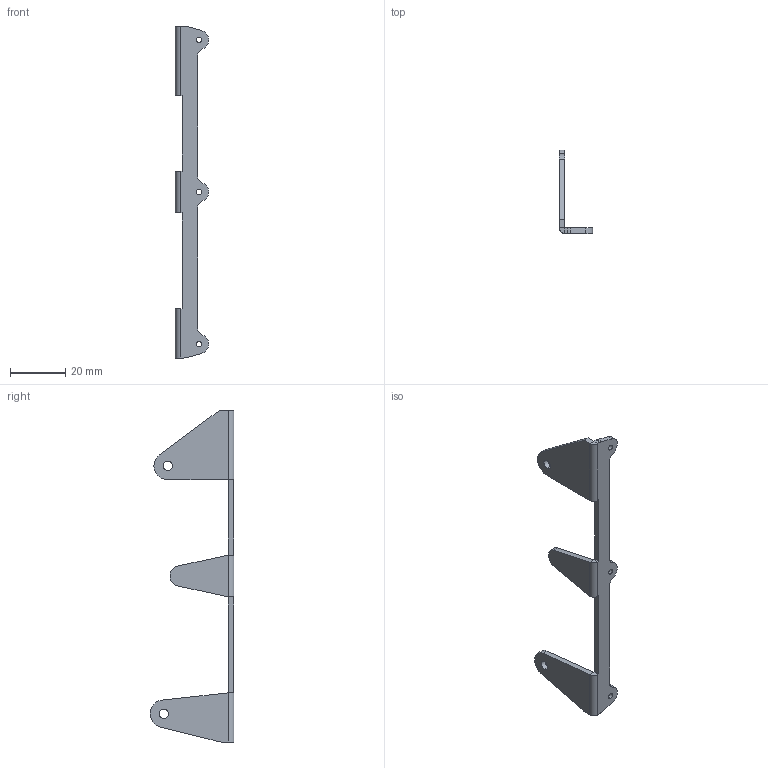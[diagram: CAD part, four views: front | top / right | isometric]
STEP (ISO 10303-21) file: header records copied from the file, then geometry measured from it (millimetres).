
FILE_DESCRIPTION (( 'STEP AP214' ), '1' );
FILE_NAME ('018_ZotacNanoXSHoldingRailLeft_Alu_Bend_NimbroOP_v0.1.STEP', '2012-10-07T10:48:54', ( 'schreiber' ), ( '' ), 'SwSTEP 2.0', 'SolidWorks 2012', '' );
FILE_SCHEMA (( 'AUTOMOTIVE_DESIGN' ));
Length unit declared in the file: millimetre
Products named in the file (1): 018_ZotacNanoXSHoldingRailLeft_Alu_Bend_NimbroOP_v0.1
Bounding box: 12 x 30.29 x 120 mm (x, y, z)
Volume: 3745.2 mm3; surface area: 4604.5 mm2
Topology: 1 solids, 1 shells, 62 faces, 156 edges, 96 vertices
Faces by surface type: plane 35, cylinder 27
Entity records: 1896 total; most frequent: DIRECTION 336, CARTESIAN_POINT 315, ORIENTED_EDGE 312, EDGE_CURVE 156, AXIS2_PLACEMENT_3D 117, VECTOR 102, LINE 102, VERTEX_POINT 96
